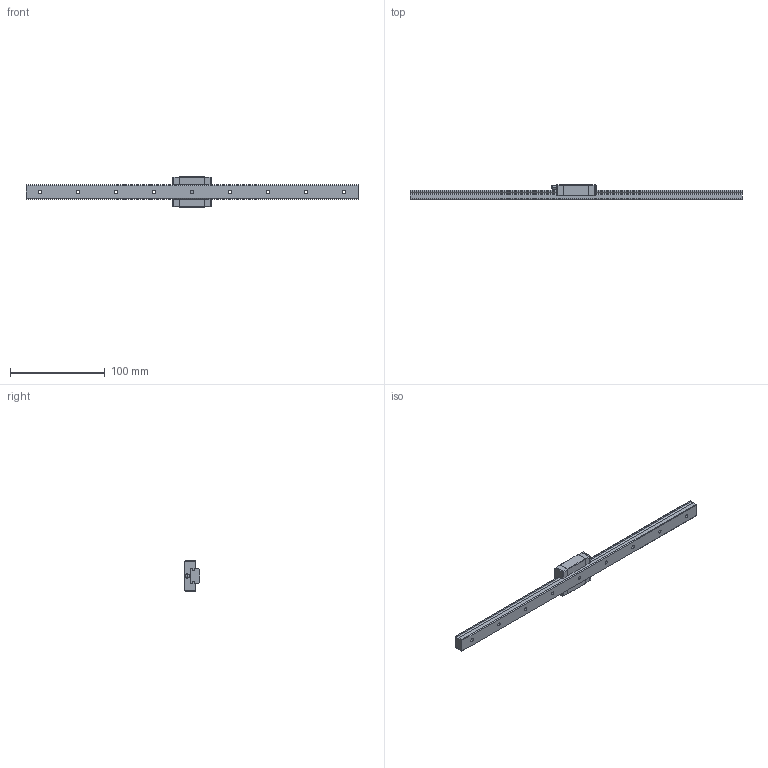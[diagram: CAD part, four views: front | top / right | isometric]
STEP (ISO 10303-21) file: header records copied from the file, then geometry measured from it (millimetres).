
FILE_DESCRIPTION (( 'STEP AP214' ), '1' );
FILE_NAME ('MGN15.STEP', '2025-11-27T17:50:31', ( '' ), ( '' ), 'SwSTEP 2.0', 'SolidWorks 2025', '' );
FILE_SCHEMA (( 'AUTOMOTIVE_DESIGN' ));
Length unit declared in the file: millimetre
Products named in the file (6): MGN15C_右封_temp.stp_預設; M3H.stp_預設; MGN15; 34310006.stp_預設; MGR15_temp-1.stp_預設; MGN15C1R350Z0C_GW202506029130.stp_預設
Assembly tree (5 placements, depth 3):
  MGN15
    MGN15C1R350Z0C_GW202506029130.stp_預設
      MGR15_temp-1.stp_預設
      MGN15C_右封_temp.stp_預設
      34310006.stp_預設
      M3H.stp_預設
Bounding box: 350 x 16 x 32 mm (x, y, z)
Volume: 60268.6 mm3; surface area: 27103.6 mm2
Topology: 8 solids, 8 shells, 409 faces, 1063 edges, 682 vertices
Faces by surface type: plane 250, cylinder 82, bspline 59, cone 16, sphere 2
Entity records: 15535 total; most frequent: CARTESIAN_POINT 3980, ORIENTED_EDGE 2094, DIRECTION 1827, EDGE_CURVE 1047, LINE 753, VECTOR 753, VERTEX_POINT 680, AXIS2_PLACEMENT_3D 537
